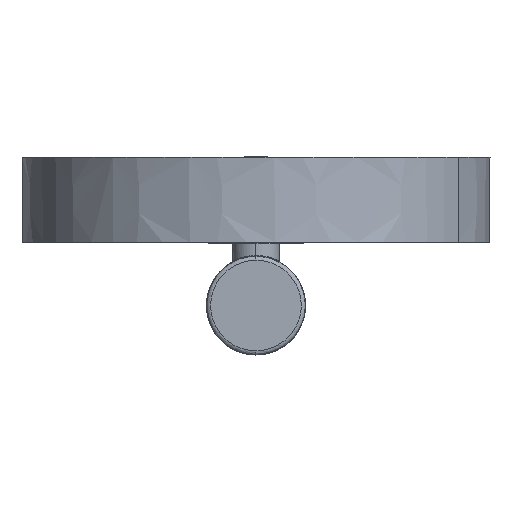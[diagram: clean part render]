
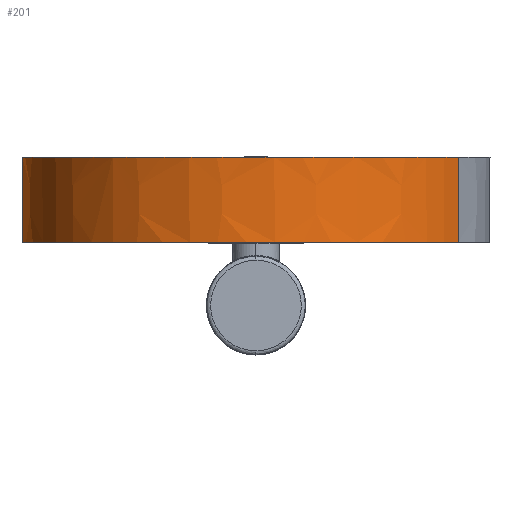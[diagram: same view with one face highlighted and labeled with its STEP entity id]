
A CAD part, left-side view. The second image highlights one B-rep face of the part: STEP entity #201.
In plain terms, the highlighted free-form (B-spline) face has degree [3, 3] with [4, 12] control points.
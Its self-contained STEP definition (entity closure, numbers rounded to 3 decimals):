
#28=B_SPLINE_SURFACE_WITH_KNOTS($,3,3,((#5387,#5388,#5389,#5390,#5391,#5392,
#5393,#5394,#5395,#5396,#5397,#5398),(#5399,#5400,#5401,#5402,#5403,#5404,
#5405,#5406,#5407,#5408,#5409,#5410),(#5411,#5412,#5413,#5414,#5415,#5416,
#5417,#5418,#5419,#5420,#5421,#5422),(#5423,#5424,#5425,#5426,#5427,#5428,
#5429,#5430,#5431,#5432,#5433,#5434)),.UNSPECIFIED.,.F.,.F.,.F.,(4,4),(4,
1,1,1,1,1,1,1,1,4),(0.,43.002),(0.,22.226,44.453,
92.617,140.782,185.235,229.687,277.852,
326.017,370.469),.UNSPECIFIED.);
#201=ADVANCED_FACE($,(#294),#28,.T.);
#294=FACE_OUTER_BOUND($,#394,.T.);
#394=EDGE_LOOP($,(#998,#999,#1000,#1001));
#998=ORIENTED_EDGE($,*,*,#1372,.T.);
#999=ORIENTED_EDGE($,*,*,#1371,.F.);
#1000=ORIENTED_EDGE($,*,*,#1373,.T.);
#1001=ORIENTED_EDGE($,*,*,#1374,.T.);
#1371=EDGE_CURVE($,#1649,#1648,#1896,.T.);
#1372=EDGE_CURVE($,#1650,#1648,#1897,.T.);
#1373=EDGE_CURVE($,#1649,#1651,#1898,.T.);
#1374=EDGE_CURVE($,#1651,#1650,#1899,.T.);
#1648=VERTEX_POINT($,#5484);
#1649=VERTEX_POINT($,#5485);
#1650=VERTEX_POINT($,#5486);
#1651=VERTEX_POINT($,#5487);
#1896=B_SPLINE_CURVE_WITH_KNOTS($,3,(#5342,#5343,#5344,#5345,#5346,#5347,
#5348,#5349,#5350,#5351,#5352,#5353),.UNSPECIFIED.,.F.,.F.,(4,1,1,1,1,1,
1,1,1,4),(-370.469,-326.017,-277.852,-229.687,
-185.235,-140.782,-92.617,-44.453,-22.226,
0.),.UNSPECIFIED.);
#1897=B_SPLINE_CURVE_WITH_KNOTS($,3,(#5354,#5355,#5356,#5357),.UNSPECIFIED.,
.F.,.F.,(4,4),(0.,43.002),.UNSPECIFIED.);
#1898=B_SPLINE_CURVE_WITH_KNOTS($,3,(#5358,#5359,#5360,#5361),.UNSPECIFIED.,
.F.,.F.,(4,4),(-43.002,0.),.UNSPECIFIED.);
#1899=B_SPLINE_CURVE_WITH_KNOTS($,3,(#5362,#5363,#5364,#5365,#5366,#5367,
#5368,#5369,#5370,#5371,#5372,#5373),.UNSPECIFIED.,.F.,.F.,(4,1,1,1,1,1,
1,1,1,4),(-370.469,-326.017,-277.852,-229.687,
-185.235,-140.782,-92.617,-44.453,-22.226,
0.),.UNSPECIFIED.);
#5342=CARTESIAN_POINT($,(-1519.853,102.487,80.745));
#5343=CARTESIAN_POINT($,(-1532.725,109.918,80.745));
#5344=CARTESIAN_POINT($,(-1562.497,120.29,80.745));
#5345=CARTESIAN_POINT($,(-1610.485,117.527,80.745));
#5346=CARTESIAN_POINT($,(-1653.425,95.925,80.745));
#5347=CARTESIAN_POINT($,(-1683.907,60.603,80.745));
#5348=CARTESIAN_POINT($,(-1699.257,16.542,80.745));
#5349=CARTESIAN_POINT($,(-1696.493,-31.447,80.745));
#5350=CARTESIAN_POINT($,(-1678.307,-67.607,80.745));
#5351=CARTESIAN_POINT($,(-1656.757,-90.048,80.745));
#5352=CARTESIAN_POINT($,(-1644.589,-98.699,80.745));
#5353=CARTESIAN_POINT($,(-1638.153,-102.415,80.745));
#5354=CARTESIAN_POINT($,(-1637.965,-102.09,37.745));
#5355=CARTESIAN_POINT($,(-1638.027,-102.198,52.079));
#5356=CARTESIAN_POINT($,(-1638.09,-102.307,66.412));
#5357=CARTESIAN_POINT($,(-1638.153,-102.415,80.745));
#5358=CARTESIAN_POINT($,(-1519.853,102.487,80.745));
#5359=CARTESIAN_POINT($,(-1519.915,102.378,66.412));
#5360=CARTESIAN_POINT($,(-1519.978,102.27,52.079));
#5361=CARTESIAN_POINT($,(-1520.04,102.162,37.745));
#5362=CARTESIAN_POINT($,(-1520.04,102.162,37.745));
#5363=CARTESIAN_POINT($,(-1532.872,109.57,37.745));
#5364=CARTESIAN_POINT($,(-1562.549,119.909,37.745));
#5365=CARTESIAN_POINT($,(-1610.385,117.155,37.745));
#5366=CARTESIAN_POINT($,(-1653.189,95.621,37.745));
#5367=CARTESIAN_POINT($,(-1683.574,60.411,37.745));
#5368=CARTESIAN_POINT($,(-1698.876,16.489,37.745));
#5369=CARTESIAN_POINT($,(-1696.12,-31.347,37.745));
#5370=CARTESIAN_POINT($,(-1677.992,-67.392,37.745));
#5371=CARTESIAN_POINT($,(-1656.511,-89.762,37.745));
#5372=CARTESIAN_POINT($,(-1644.381,-98.386,37.745));
#5373=CARTESIAN_POINT($,(-1637.965,-102.09,37.745));
#5387=CARTESIAN_POINT($,(-1637.965,-102.09,37.745));
#5388=CARTESIAN_POINT($,(-1644.381,-98.386,37.745));
#5389=CARTESIAN_POINT($,(-1656.511,-89.762,37.745));
#5390=CARTESIAN_POINT($,(-1677.992,-67.392,37.745));
#5391=CARTESIAN_POINT($,(-1696.12,-31.347,37.745));
#5392=CARTESIAN_POINT($,(-1698.876,16.489,37.745));
#5393=CARTESIAN_POINT($,(-1683.574,60.411,37.745));
#5394=CARTESIAN_POINT($,(-1653.189,95.621,37.745));
#5395=CARTESIAN_POINT($,(-1610.385,117.155,37.745));
#5396=CARTESIAN_POINT($,(-1562.549,119.909,37.745));
#5397=CARTESIAN_POINT($,(-1532.872,109.57,37.745));
#5398=CARTESIAN_POINT($,(-1520.04,102.162,37.745));
#5399=CARTESIAN_POINT($,(-1638.027,-102.198,52.079));
#5400=CARTESIAN_POINT($,(-1644.45,-98.49,52.079));
#5401=CARTESIAN_POINT($,(-1656.593,-89.857,52.079));
#5402=CARTESIAN_POINT($,(-1678.097,-67.463,52.079));
#5403=CARTESIAN_POINT($,(-1696.244,-31.38,52.079));
#5404=CARTESIAN_POINT($,(-1699.003,16.507,52.079));
#5405=CARTESIAN_POINT($,(-1683.685,60.475,52.079));
#5406=CARTESIAN_POINT($,(-1653.268,95.722,52.079));
#5407=CARTESIAN_POINT($,(-1610.418,117.279,52.079));
#5408=CARTESIAN_POINT($,(-1562.532,120.036,52.079));
#5409=CARTESIAN_POINT($,(-1532.823,109.686,52.079));
#5410=CARTESIAN_POINT($,(-1519.978,102.27,52.079));
#5411=CARTESIAN_POINT($,(-1638.09,-102.307,66.412));
#5412=CARTESIAN_POINT($,(-1644.52,-98.595,66.412));
#5413=CARTESIAN_POINT($,(-1656.675,-89.952,66.412));
#5414=CARTESIAN_POINT($,(-1678.202,-67.535,66.412));
#5415=CARTESIAN_POINT($,(-1696.368,-31.414,66.412));
#5416=CARTESIAN_POINT($,(-1699.13,16.524,66.412));
#5417=CARTESIAN_POINT($,(-1683.796,60.539,66.412));
#5418=CARTESIAN_POINT($,(-1653.347,95.824,66.412));
#5419=CARTESIAN_POINT($,(-1610.452,117.403,66.412));
#5420=CARTESIAN_POINT($,(-1562.514,120.163,66.412));
#5421=CARTESIAN_POINT($,(-1532.774,109.802,66.412));
#5422=CARTESIAN_POINT($,(-1519.915,102.378,66.412));
#5423=CARTESIAN_POINT($,(-1638.153,-102.415,80.745));
#5424=CARTESIAN_POINT($,(-1644.589,-98.699,80.745));
#5425=CARTESIAN_POINT($,(-1656.757,-90.048,80.745));
#5426=CARTESIAN_POINT($,(-1678.307,-67.607,80.745));
#5427=CARTESIAN_POINT($,(-1696.493,-31.447,80.745));
#5428=CARTESIAN_POINT($,(-1699.257,16.542,80.745));
#5429=CARTESIAN_POINT($,(-1683.907,60.603,80.745));
#5430=CARTESIAN_POINT($,(-1653.425,95.925,80.745));
#5431=CARTESIAN_POINT($,(-1610.485,117.527,80.745));
#5432=CARTESIAN_POINT($,(-1562.497,120.29,80.745));
#5433=CARTESIAN_POINT($,(-1532.725,109.918,80.745));
#5434=CARTESIAN_POINT($,(-1519.853,102.487,80.745));
#5484=CARTESIAN_POINT($,(-1638.153,-102.415,80.745));
#5485=CARTESIAN_POINT($,(-1519.853,102.487,80.745));
#5486=CARTESIAN_POINT($,(-1637.965,-102.09,37.745));
#5487=CARTESIAN_POINT($,(-1520.04,102.162,37.745));
